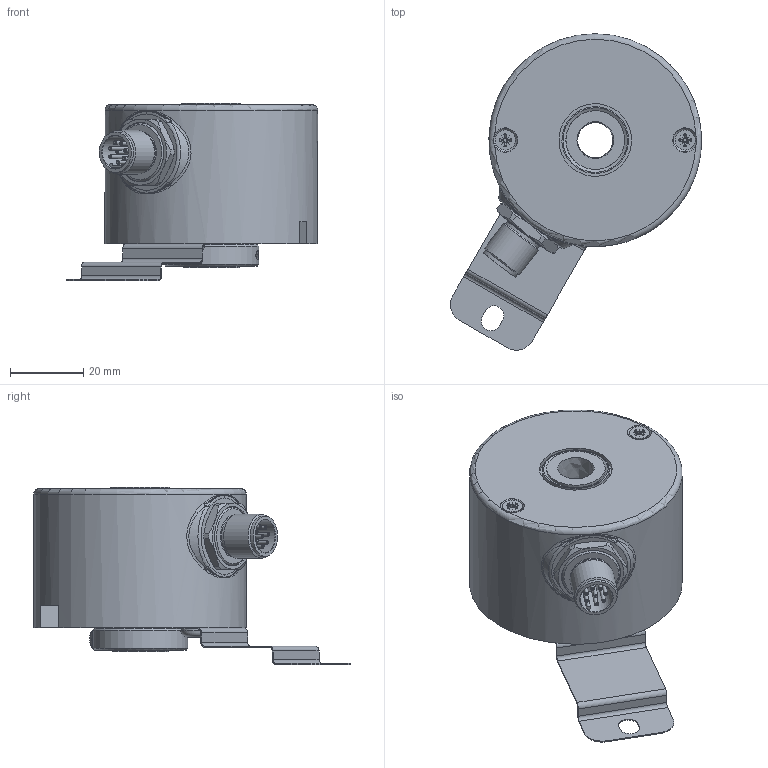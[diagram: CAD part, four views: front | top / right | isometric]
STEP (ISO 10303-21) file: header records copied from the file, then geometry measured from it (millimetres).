
FILE_DESCRIPTION((''),'2;1');
FILE_NAME('58H10xxxxSC8.stp','2012-05-08T07:51:52',('TP'),(''),'Autodesk Inventor 2008','Autodesk Inventor 2008','');
FILE_SCHEMA(('AUTOMOTIVE_DESIGN { 1 0 10303 214 1 1 1 1 }'));
Length unit declared in the file: millimetre
Products named in the file (1): Bauteil1
Bounding box: 68.49 x 86.25 x 48.3 mm (x, y, z)
Volume: 41113.5 mm3; surface area: 39453.4 mm2
Topology: 1 solids, 10 shells, 700 faces, 1711 edges, 1047 vertices
Faces by surface type: plane 194, bspline 145, cone 130, cylinder 127, sphere 59, torus 45
Full cylindrical faces by diameter (mm): 1 x8, 2.693 x2, 3 x3, 4 x2, 5.5 x3, 7.6 x2, 9 x1, 11 x2, 12 x2, 13 x2, 16 x4, 16.01 x1, 16.6 x1, 17 x2, 18.2 x1, 19.3 x2, 19.8 x1, 20 x1, 20.2 x6, 22 x1, 23 x1, 23.2 x4, 24.1 x8, 25 x1, 25.85 x1, 26 x2, 28 x1, 53.5 x1, 56 x2, 56.05 x1
Entity records: 30061 total; most frequent: CARTESIAN_POINT 15059, DIRECTION 2951, ORIENTED_EDGE 2824, EDGE_CURVE 1412, AXIS2_PLACEMENT_3D 1311, EDGE_LOOP 967, VERTEX_POINT 948, CIRCLE 767
